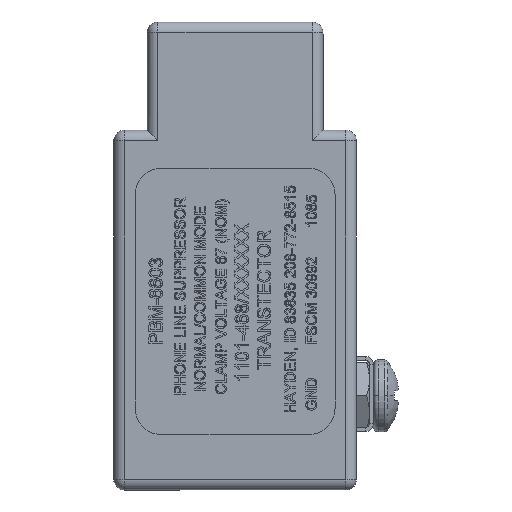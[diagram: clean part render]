
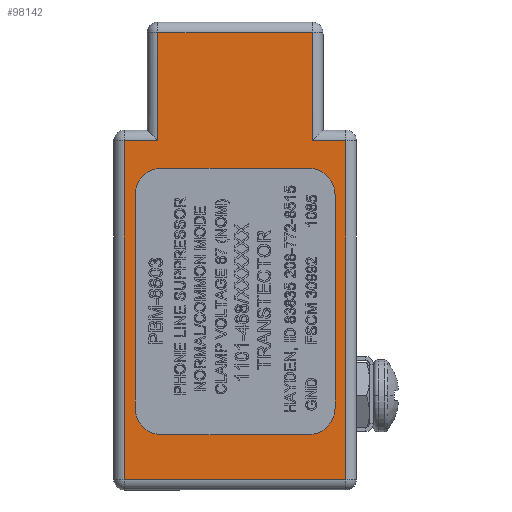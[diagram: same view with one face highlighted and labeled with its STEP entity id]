
A CAD part, front view. The second image highlights one B-rep face of the part: STEP entity #98142.
In plain terms, the highlighted planar face has unit normal (0, -1, 0).
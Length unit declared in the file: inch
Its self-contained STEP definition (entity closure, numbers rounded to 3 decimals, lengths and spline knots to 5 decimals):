
#1741 = VERTEX_POINT ( 'NONE', #35808 ) ;
#4064 = VERTEX_POINT ( 'NONE', #4731 ) ;
#4731 = CARTESIAN_POINT ( 'NONE',  ( 0.4155, 0., 0.635 ) ) ;
#8686 = VECTOR ( 'NONE', #24514, 39.37008 ) ;
#11522 = CARTESIAN_POINT ( 'NONE',  ( -0.4155, 0., 0.635 ) ) ;
#11738 = VERTEX_POINT ( 'NONE', #98263 ) ;
#13332 = VECTOR ( 'NONE', #136950, 39.37008 ) ;
#17167 = CARTESIAN_POINT ( 'NONE',  ( 0.2895, 0., 0.635 ) ) ;
#18129 = EDGE_CURVE ( 'NONE', #4064, #90631, #31178, .T. ) ;
#19662 = ORIENTED_EDGE ( 'NONE', *, *, #18129, .T. ) ;
#24514 = DIRECTION ( 'NONE',  ( -1., 0., 0. ) ) ;
#24802 = EDGE_CURVE ( 'NONE', #11738, #1741, #110025, .T. ) ;
#26034 = VERTEX_POINT ( 'NONE', #120739 ) ;
#27226 = DIRECTION ( 'NONE',  ( 0., 1., 0. ) ) ;
#28625 = ORIENTED_EDGE ( 'NONE', *, *, #68070, .T. ) ;
#30516 = EDGE_LOOP ( 'NONE', ( #28625, #74707, #71863, #60836, #107362, #119229, #60006, #19662 ) ) ;
#31178 = LINE ( 'NONE', #11522, #99257 ) ;
#33079 = VERTEX_POINT ( 'NONE', #76558 ) ;
#35808 = CARTESIAN_POINT ( 'NONE',  ( -0.2895, 0., 1.041 ) ) ;
#38186 = VERTEX_POINT ( 'NONE', #45485 ) ;
#40143 = AXIS2_PLACEMENT_3D ( 'NONE', #136293, #27226, #80410 ) ;
#40788 = VECTOR ( 'NONE', #59415, 39.37008 ) ;
#41742 = DIRECTION ( 'NONE',  ( 0., 0., 1. ) ) ;
#45485 = CARTESIAN_POINT ( 'NONE',  ( 0.4155, 0., -0.635 ) ) ;
#47134 = EDGE_CURVE ( 'NONE', #26034, #38186, #66339, .T. ) ;
#54467 = VECTOR ( 'NONE', #63047, 39.37008 ) ;
#56401 = CARTESIAN_POINT ( 'NONE',  ( -0.4155, 0., 1.041 ) ) ;
#59415 = DIRECTION ( 'NONE',  ( 1., 0., 0. ) ) ;
#60006 = ORIENTED_EDGE ( 'NONE', *, *, #84710, .T. ) ;
#60836 = ORIENTED_EDGE ( 'NONE', *, *, #118748, .T. ) ;
#62509 = LINE ( 'NONE', #103417, #13332 ) ;
#62917 = LINE ( 'NONE', #108560, #8686 ) ;
#63047 = DIRECTION ( 'NONE',  ( 0., 0., 1. ) ) ;
#66339 = LINE ( 'NONE', #71268, #40788 ) ;
#68070 = EDGE_CURVE ( 'NONE', #90631, #11738, #96847, .T. ) ;
#69548 = PLANE ( 'NONE',  #40143 ) ;
#69620 = DIRECTION ( 'NONE',  ( 0., 0., -1. ) ) ;
#71268 = CARTESIAN_POINT ( 'NONE',  ( -0.4155, 0., -0.635 ) ) ;
#71863 = ORIENTED_EDGE ( 'NONE', *, *, #134517, .T. ) ;
#74707 = ORIENTED_EDGE ( 'NONE', *, *, #24802, .T. ) ;
#75090 = EDGE_CURVE ( 'NONE', #33079, #26034, #82317, .T. ) ;
#76558 = CARTESIAN_POINT ( 'NONE',  ( -0.4155, 0., 0.635 ) ) ;
#80410 = DIRECTION ( 'NONE',  ( 0., 0., 1. ) ) ;
#81157 = VECTOR ( 'NONE', #121827, 39.37008 ) ;
#82317 = LINE ( 'NONE', #103300, #117911 ) ;
#84027 = CARTESIAN_POINT ( 'NONE',  ( 0.4155, 0., 0.635 ) ) ;
#84710 = EDGE_CURVE ( 'NONE', #38186, #4064, #131692, .T. ) ;
#88402 = VERTEX_POINT ( 'NONE', #89025 ) ;
#89025 = CARTESIAN_POINT ( 'NONE',  ( -0.2895, 0., 0.635 ) ) ;
#90631 = VERTEX_POINT ( 'NONE', #108839 ) ;
#96847 = LINE ( 'NONE', #17167, #54467 ) ;
#98142 = ADVANCED_FACE ( 'NONE', ( #135789 ), #69548, .F. ) ;
#98263 = CARTESIAN_POINT ( 'NONE',  ( 0.2895, 0., 1.041 ) ) ;
#99257 = VECTOR ( 'NONE', #100168, 39.37008 ) ;
#100168 = DIRECTION ( 'NONE',  ( -1., 0., 0. ) ) ;
#103300 = CARTESIAN_POINT ( 'NONE',  ( -0.4155, 0., 0.635 ) ) ;
#103417 = CARTESIAN_POINT ( 'NONE',  ( -0.2895, 0., 0.635 ) ) ;
#107362 = ORIENTED_EDGE ( 'NONE', *, *, #75090, .T. ) ;
#108560 = CARTESIAN_POINT ( 'NONE',  ( -0.4155, 0., 0.635 ) ) ;
#108839 = CARTESIAN_POINT ( 'NONE',  ( 0.2895, 0., 0.635 ) ) ;
#110025 = LINE ( 'NONE', #56401, #81157 ) ;
#117911 = VECTOR ( 'NONE', #69620, 39.37008 ) ;
#118748 = EDGE_CURVE ( 'NONE', #88402, #33079, #62917, .T. ) ;
#119229 = ORIENTED_EDGE ( 'NONE', *, *, #47134, .T. ) ;
#120739 = CARTESIAN_POINT ( 'NONE',  ( -0.4155, 0., -0.635 ) ) ;
#121827 = DIRECTION ( 'NONE',  ( -1., 0., 0. ) ) ;
#131543 = VECTOR ( 'NONE', #41742, 39.37008 ) ;
#131692 = LINE ( 'NONE', #84027, #131543 ) ;
#134517 = EDGE_CURVE ( 'NONE', #1741, #88402, #62509, .T. ) ;
#135789 = FACE_OUTER_BOUND ( 'NONE', #30516, .T. ) ;
#136293 = CARTESIAN_POINT ( 'NONE',  ( -0.4155, 0., 0.635 ) ) ;
#136950 = DIRECTION ( 'NONE',  ( 0., 0., -1. ) ) ;
